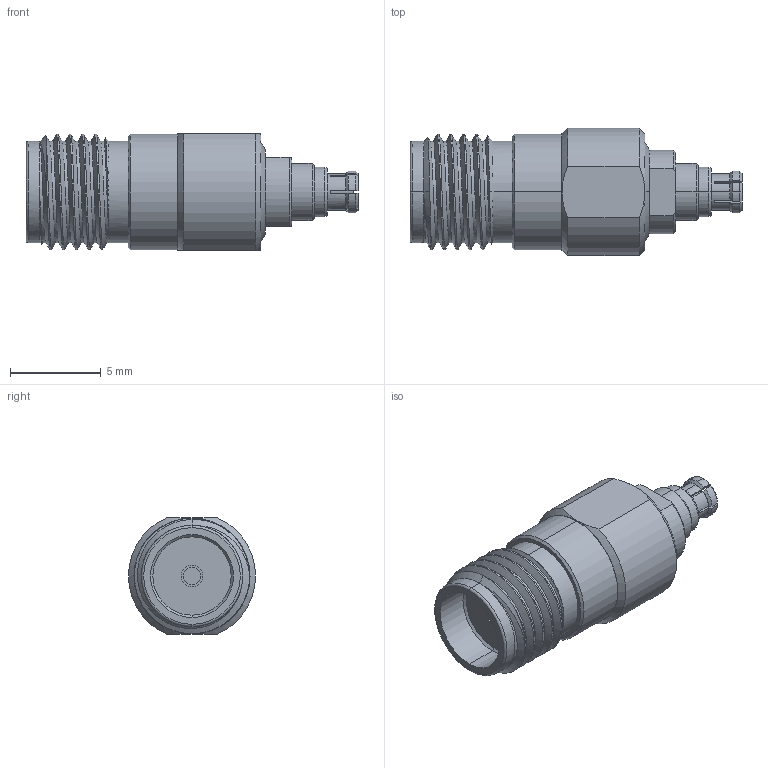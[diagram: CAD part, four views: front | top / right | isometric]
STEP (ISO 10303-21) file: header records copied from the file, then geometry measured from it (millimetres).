
FILE_DESCRIPTION (( 'STEP AP203' ), '1' );
FILE_NAME ('PE91301 ¦ FMAD1009.step', '2019-05-07T00:06:01', ( '' ), ( '' ), 'SwSTEP 2.0', 'SolidWorks 2018', '' );
FILE_SCHEMA (( 'CONFIG_CONTROL_DESIGN' ));
Length unit declared in the file: inch
Products named in the file (1): PE91301 ｦ FMAD1009
Bounding box: 18.29 x 7 x 6.4 mm (x, y, z)
Volume: 428.3 mm3; surface area: 583.7 mm2
Topology: 2 solids, 2 shells, 152 faces, 387 edges, 250 vertices
Faces by surface type: plane 51, cylinder 45, cone 45, bspline 9, torus 2
Entity records: 6409 total; most frequent: CARTESIAN_POINT 2787, ORIENTED_EDGE 774, DIRECTION 711, EDGE_CURVE 387, AXIS2_PLACEMENT_3D 283, VERTEX_POINT 250, EDGE_LOOP 163, ADVANCED_FACE 152
